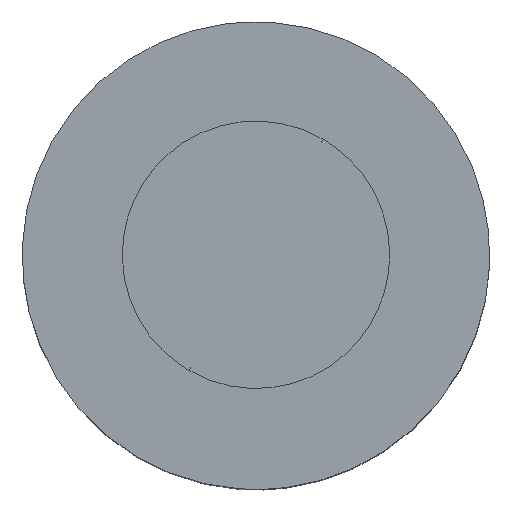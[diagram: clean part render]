
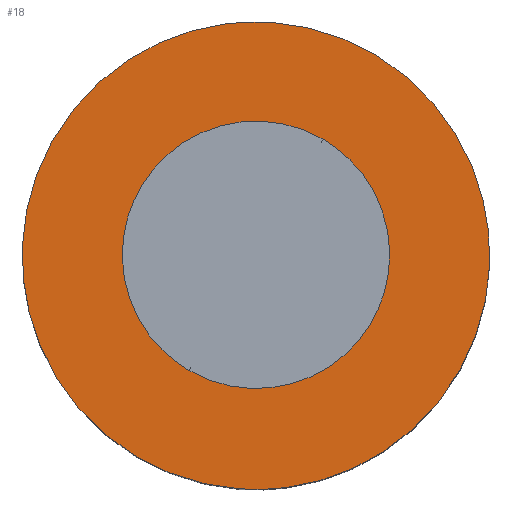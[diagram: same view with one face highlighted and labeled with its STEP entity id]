
A CAD part, top view. The second image highlights one B-rep face of the part: STEP entity #18.
In plain terms, the highlighted planar face has unit normal (0, 0, 1).
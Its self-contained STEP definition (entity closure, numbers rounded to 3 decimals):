
#14=FACE_BOUND('',#37,.T.);
#18=ADVANCED_FACE('',(#27,#14),#120,.T.);
#27=FACE_OUTER_BOUND('',#36,.T.);
#36=EDGE_LOOP('',(#53,#54));
#37=EDGE_LOOP('',(#55,#56));
#53=ORIENTED_EDGE('',*,*,#80,.T.);
#54=ORIENTED_EDGE('',*,*,#88,.T.);
#55=ORIENTED_EDGE('',*,*,#84,.F.);
#56=ORIENTED_EDGE('',*,*,#75,.F.);
#75=EDGE_CURVE('',#108,#112,#91,.T.);
#80=EDGE_CURVE('',#110,#115,#96,.T.);
#84=EDGE_CURVE('',#112,#108,#100,.T.);
#88=EDGE_CURVE('',#115,#110,#104,.T.);
#91=(
BOUNDED_CURVE()
B_SPLINE_CURVE(2,(#271,#272,#273,#274,#275),.UNSPECIFIED.,.F.,.F.)
B_SPLINE_CURVE_WITH_KNOTS((3,2,3),(0.,13.341,26.681),
 .UNSPECIFIED.)
CURVE()
GEOMETRIC_REPRESENTATION_ITEM()
RATIONAL_B_SPLINE_CURVE((1.,0.707,1.,0.707,1.))
REPRESENTATION_ITEM('')
);
#96=(
BOUNDED_CURVE()
B_SPLINE_CURVE(2,(#290,#291,#292,#293,#294),.UNSPECIFIED.,.F.,.F.)
B_SPLINE_CURVE_WITH_KNOTS((3,2,3),(0.,51.727,103.453),
 .UNSPECIFIED.)
CURVE()
GEOMETRIC_REPRESENTATION_ITEM()
RATIONAL_B_SPLINE_CURVE((1.,0.707,1.,0.707,1.))
REPRESENTATION_ITEM('')
);
#100=(
BOUNDED_CURVE()
B_SPLINE_CURVE(2,(#304,#305,#306,#307,#308),.UNSPECIFIED.,.F.,.F.)
B_SPLINE_CURVE_WITH_KNOTS((3,2,3),(26.681,40.022,53.362),
 .UNSPECIFIED.)
CURVE()
GEOMETRIC_REPRESENTATION_ITEM()
RATIONAL_B_SPLINE_CURVE((1.,0.707,1.,0.707,1.))
REPRESENTATION_ITEM('')
);
#104=(
BOUNDED_CURVE()
B_SPLINE_CURVE(2,(#321,#322,#323,#324,#325),.UNSPECIFIED.,.F.,.F.)
B_SPLINE_CURVE_WITH_KNOTS((3,2,3),(103.453,155.18,206.906),
 .UNSPECIFIED.)
CURVE()
GEOMETRIC_REPRESENTATION_ITEM()
RATIONAL_B_SPLINE_CURVE((1.,0.707,1.,0.707,1.))
REPRESENTATION_ITEM('')
);
#108=VERTEX_POINT('',#262);
#110=VERTEX_POINT('',#264);
#112=VERTEX_POINT('',#266);
#115=VERTEX_POINT('',#269);
#120=PLANE('',#217);
#217=AXIS2_PLACEMENT_3D('',#237,#227,$);
#227=DIRECTION('',(0.,0.,1.));
#237=CARTESIAN_POINT('',(-46.143,35.49,50.));
#262=CARTESIAN_POINT('',(4.261,7.347,50.));
#264=CARTESIAN_POINT('',(4.261,-32.653,50.));
#266=CARTESIAN_POINT('',(-4.261,-7.347,50.));
#269=CARTESIAN_POINT('',(-4.261,32.653,50.));
#271=CARTESIAN_POINT('',(4.261,7.347,50.));
#272=CARTESIAN_POINT('',(-3.086,11.608,50.));
#273=CARTESIAN_POINT('',(-7.347,4.261,50.));
#274=CARTESIAN_POINT('',(-11.608,-3.086,50.));
#275=CARTESIAN_POINT('',(-4.261,-7.347,50.));
#290=CARTESIAN_POINT('',(4.261,-32.653,50.));
#291=CARTESIAN_POINT('',(36.914,-28.392,50.));
#292=CARTESIAN_POINT('',(32.653,4.261,50.));
#293=CARTESIAN_POINT('',(28.392,36.914,50.));
#294=CARTESIAN_POINT('',(-4.261,32.653,50.));
#304=CARTESIAN_POINT('',(-4.261,-7.347,50.));
#305=CARTESIAN_POINT('',(3.086,-11.608,50.));
#306=CARTESIAN_POINT('',(7.347,-4.261,50.));
#307=CARTESIAN_POINT('',(11.608,3.086,50.));
#308=CARTESIAN_POINT('',(4.261,7.347,50.));
#321=CARTESIAN_POINT('',(-4.261,32.653,50.));
#322=CARTESIAN_POINT('',(-36.914,28.392,50.));
#323=CARTESIAN_POINT('',(-32.653,-4.261,50.));
#324=CARTESIAN_POINT('',(-28.392,-36.914,50.));
#325=CARTESIAN_POINT('',(4.261,-32.653,50.));
